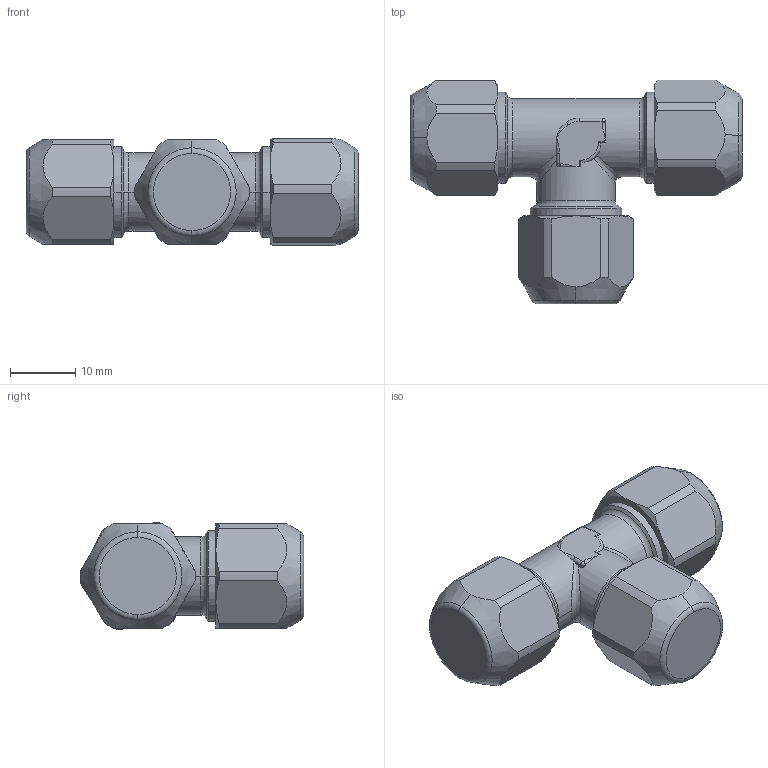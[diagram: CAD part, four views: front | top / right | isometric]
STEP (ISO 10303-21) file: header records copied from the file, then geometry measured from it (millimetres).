
FILE_DESCRIPTION (( 'STEP AP214' ), '1' );
FILE_NAME ('6123000008A.step', '2012-10-16T17:30:58', ( '' ), ( '' ), 'SwSTEP 2.0', 'SolidWorks 2012', '' );
FILE_SCHEMA (( 'AUTOMOTIVE_DESIGN' ));
Length unit declared in the file: millimetre
Products named in the file (1): 6123000008A
Bounding box: 51 x 34.35 x 16.4 mm (x, y, z)
Volume: 12136.7 mm3; surface area: 3902.3 mm2
Topology: 1 solids, 1 shells, 148 faces, 375 edges, 216 vertices
Faces by surface type: cylinder 48, plane 34, cone 30, torus 16, bspline 16, sphere 4
Entity records: 5122 total; most frequent: CARTESIAN_POINT 1815, ORIENTED_EDGE 718, DIRECTION 663, EDGE_CURVE 359, AXIS2_PLACEMENT_3D 283, VERTEX_POINT 216, EDGE_LOOP 151, CIRCLE 150
